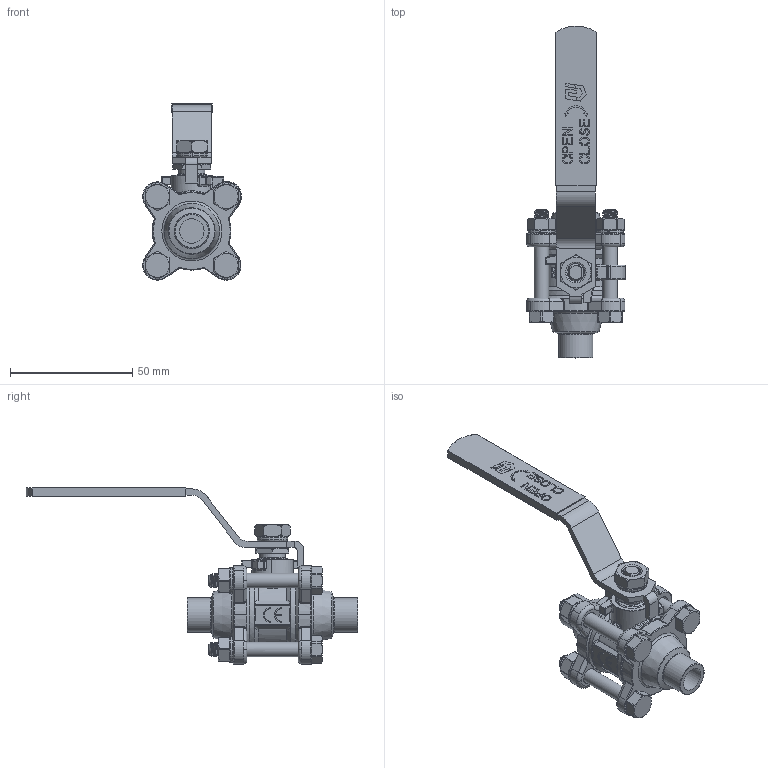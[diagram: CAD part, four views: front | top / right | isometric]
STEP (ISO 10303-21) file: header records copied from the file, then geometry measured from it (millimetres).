
FILE_DESCRIPTION(('HOOPS Exchange Step'),'2;1');
FILE_NAME('GK0401_DN08.stp','2025-10-31T14:40:24+01:00',('nieru'),('Unknown organisation'),'HOOPS Exchange 2024.2','HOOPS Exchange','Unknown authorisation');
FILE_SCHEMA( ('AP203_CONFIGURATION_CONTROLLED_3D_DESIGN_OF_MECHANICAL_PARTS_AND_ASSEMBLIES_MIM_LF') );
Length unit declared in the file: millimetre
Products named in the file (2): 0; root
Assembly tree (1 placements, depth 2):
  root
    0
Bounding box: 40.49 x 135.92 x 72.26 mm (x, y, z)
Volume: 50066.9 mm3; surface area: 30323 mm2
Topology: 4 solids, 4 shells, 1945 faces, 5501 edges, 3595 vertices
Faces by surface type: plane 1024, cylinder 387, bspline 279, torus 151, cone 68, sphere 36
Full cylindrical faces by diameter (mm): 6 x56, 6.8 x8, 8 x2, 8.3 x1, 8.5 x1, 10 x2, 10.6 x1, 11.3 x1, 11.5 x2, 14 x2, 32 x2
Entity records: 99880 total; most frequent: CARTESIAN_POINT 53732, ORIENTED_EDGE 10974, DIRECTION 7665, EDGE_CURVE 5487, VERTEX_POINT 3595, VECTOR 2807, LINE 2807, AXIS2_PLACEMENT_3D 2429
